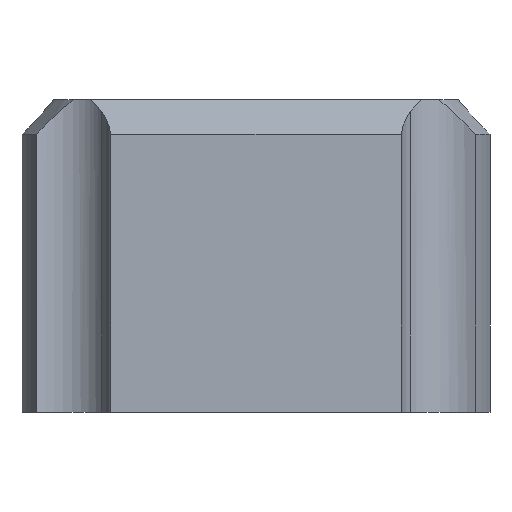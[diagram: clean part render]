
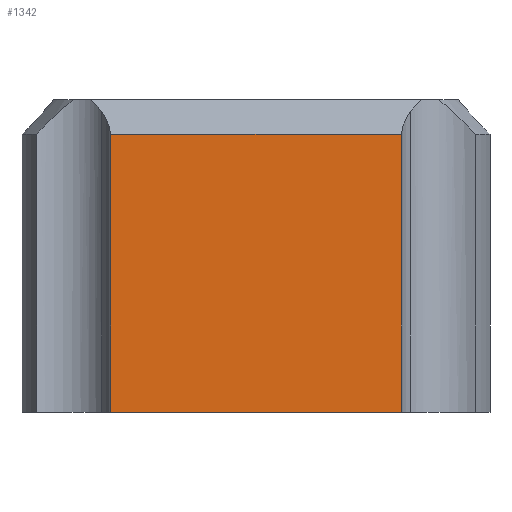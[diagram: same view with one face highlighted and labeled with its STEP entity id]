
A CAD part, front view. The second image highlights one B-rep face of the part: STEP entity #1342.
In plain terms, the highlighted planar face has unit normal (0, -1, 0).
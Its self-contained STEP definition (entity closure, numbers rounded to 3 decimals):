
#133 = VERTEX_POINT('',#134);
#134 = CARTESIAN_POINT('',(-4.179,-3.9,16.));
#143 = EDGE_CURVE('',#133,#144,#146,.T.);
#144 = VERTEX_POINT('',#145);
#145 = CARTESIAN_POINT('',(4.179,-3.9,16.));
#146 = LINE('',#147,#148);
#147 = CARTESIAN_POINT('',(-5.692,-3.9,16.));
#148 = VECTOR('',#149,1.);
#149 = DIRECTION('',(1.,0.,0.));
#417 = VERTEX_POINT('',#418);
#418 = CARTESIAN_POINT('',(4.179,-3.9,24.));
#427 = EDGE_CURVE('',#144,#417,#428,.T.);
#428 = LINE('',#429,#430);
#429 = CARTESIAN_POINT('',(4.179,-3.9,37.05));
#430 = VECTOR('',#431,1.);
#431 = DIRECTION('',(0.,0.,1.));
#649 = VERTEX_POINT('',#650);
#650 = CARTESIAN_POINT('',(-4.179,-3.9,24.));
#657 = EDGE_CURVE('',#649,#417,#658,.T.);
#658 = LINE('',#659,#660);
#659 = CARTESIAN_POINT('',(-5.692,-3.9,24.));
#660 = VECTOR('',#661,1.);
#661 = DIRECTION('',(1.,0.,0.));
#681 = EDGE_CURVE('',#133,#649,#682,.T.);
#682 = LINE('',#683,#684);
#683 = CARTESIAN_POINT('',(-4.179,-3.9,37.05));
#684 = VECTOR('',#685,1.);
#685 = DIRECTION('',(0.,0.,1.));
#1342 = ADVANCED_FACE('',(#1343),#1349,.F.);
#1343 = FACE_BOUND('',#1344,.F.);
#1344 = EDGE_LOOP('',(#1345,#1346,#1347,#1348));
#1345 = ORIENTED_EDGE('',*,*,#143,.F.);
#1346 = ORIENTED_EDGE('',*,*,#681,.T.);
#1347 = ORIENTED_EDGE('',*,*,#657,.T.);
#1348 = ORIENTED_EDGE('',*,*,#427,.F.);
#1349 = PLANE('',#1350);
#1350 = AXIS2_PLACEMENT_3D('',#1351,#1352,#1353);
#1351 = CARTESIAN_POINT('',(-5.692,-3.9,16.));
#1352 = DIRECTION('',(0.,1.,0.));
#1353 = DIRECTION('',(1.,0.,0.));
